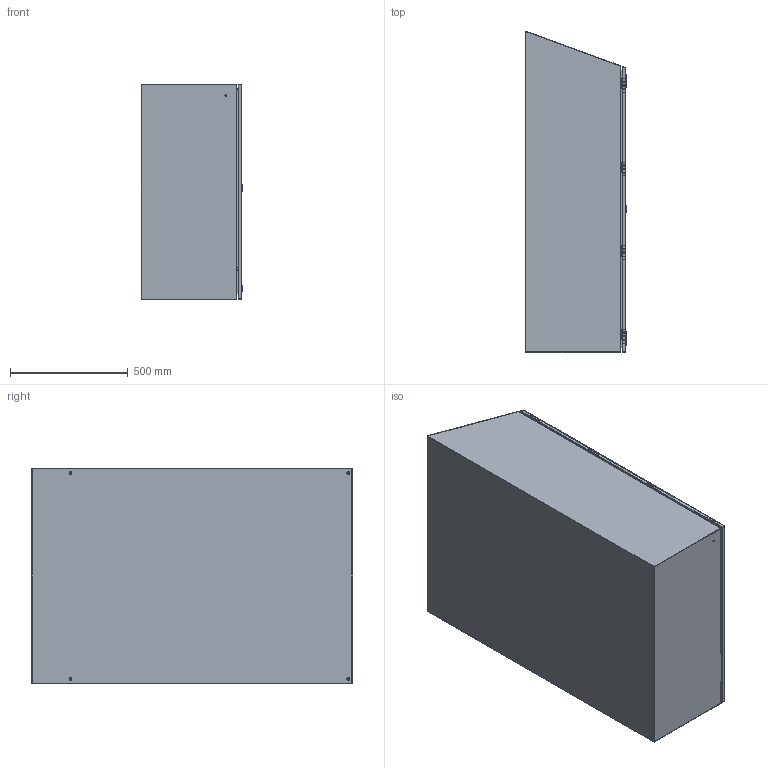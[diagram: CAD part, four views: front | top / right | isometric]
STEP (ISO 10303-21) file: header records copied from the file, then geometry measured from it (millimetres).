
FILE_DESCRIPTION (( 'STEP AP214' ), '1' );
FILE_NAME ('ST483616SS.STEP', '2019-07-10T11:29:53', ( '' ), ( '' ), 'SwSTEP 2.0', 'SolidWorks 2018', '' );
FILE_SCHEMA (( 'AUTOMOTIVE_DESIGN' ));
Length unit declared in the file: inch
Products named in the file (1): ST483616SS
Bounding box: 431.72 x 1366.26 x 914.4 mm (x, y, z)
Volume: 8526201.2 mm3; surface area: 9444957.1 mm2
Topology: 67 solids, 68 shells, 1731 faces, 4150 edges, 2619 vertices
Faces by surface type: plane 915, cylinder 552, bspline 172, torus 50, cone 42
Entity records: 77402 total; most frequent: CARTESIAN_POINT 14185, DIRECTION 8277, ORIENTED_EDGE 8240, EDGE_CURVE 4120, AXIS2_PLACEMENT_3D 2889, VERTEX_POINT 2619, VECTOR 2499, LINE 2499
